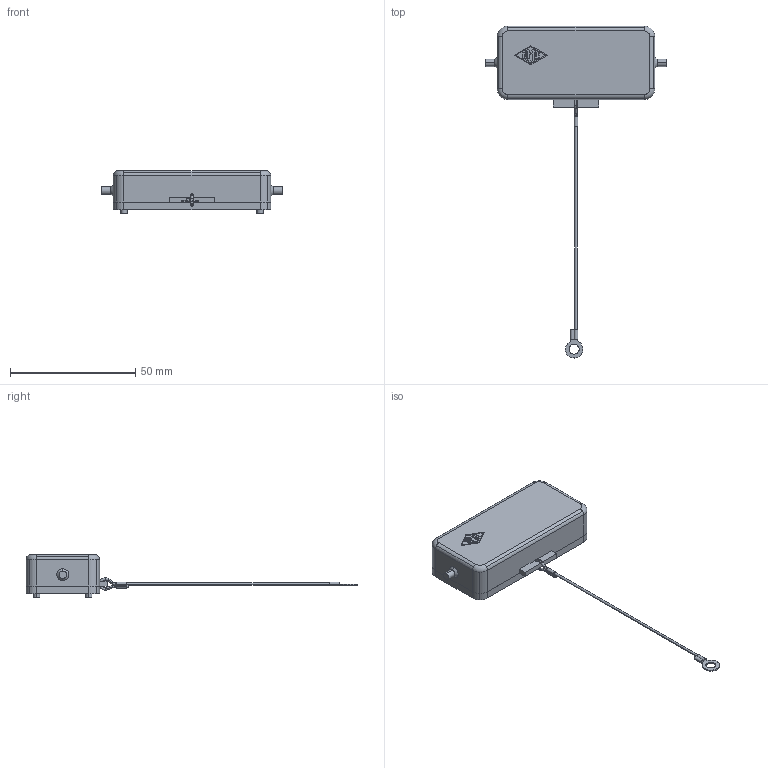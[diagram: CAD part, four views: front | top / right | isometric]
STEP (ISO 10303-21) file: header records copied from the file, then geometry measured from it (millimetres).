
FILE_DESCRIPTION((''),'2;1');
FILE_NAME('CZCS 15 L.stp','2006-12-13T07:59:10',('gembarski'),(''),'Autodesk Inventor 7','Autodesk Inventor 7','');
FILE_SCHEMA(('AUTOMOTIVE_DESIGN { 1 0 10303 214 1 1 1 1 }'));
Length unit declared in the file: millimetre
Products named in the file (1): CZCS 15 L
Bounding box: 72 x 132.69 x 17 mm (x, y, z)
Volume: 11828.8 mm3; surface area: 9018.1 mm2
Topology: 1 solids, 1 shells, 179 faces, 467 edges, 304 vertices
Faces by surface type: plane 78, cylinder 74, torus 14, bspline 11, cone 2
Entity records: 5698 total; most frequent: CARTESIAN_POINT 1148, DIRECTION 991, ORIENTED_EDGE 926, EDGE_CURVE 463, AXIS2_PLACEMENT_3D 365, VERTEX_POINT 302, VECTOR 261, LINE 261
